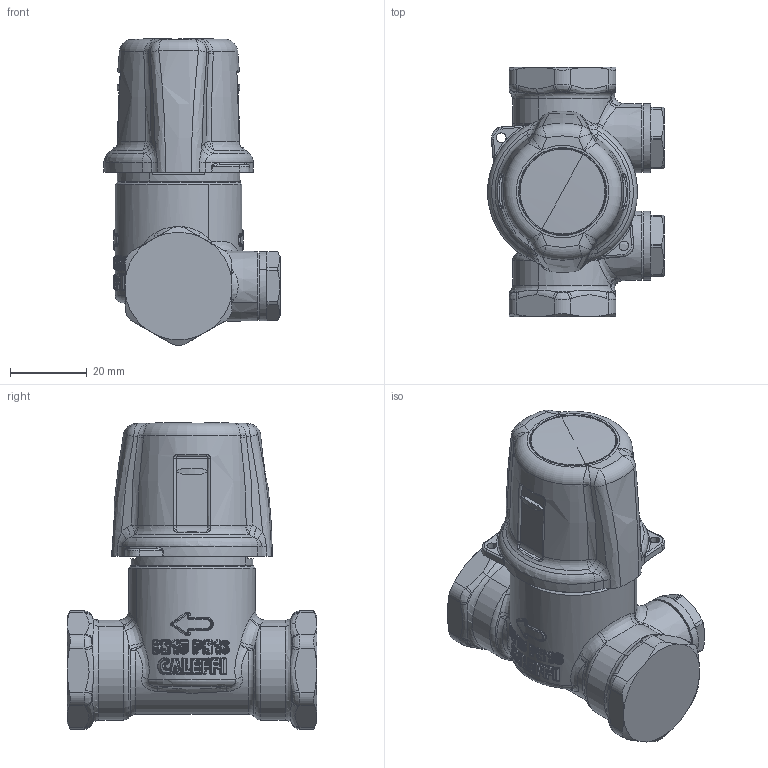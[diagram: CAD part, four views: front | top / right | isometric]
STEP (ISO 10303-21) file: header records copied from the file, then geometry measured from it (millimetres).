
FILE_DESCRIPTION(('CATIA V5 STEP Exchange','CAx-IF Rec.Pracs.--- Model Styling and Organization---1.5--- 2016-08-15','CAx-IF Rec.Pracs.---Supplemental Geometry---1.0---2011-11-01','CAx-IF Rec.Pracs.--- Composite Materials ---3.4---2017-06-13','CAx-IF Rec.Pracs.---Tessellated 3D Geometry---1.0---2015-12-17'),'2;1');
FILE_NAME('STEP_142240_-_TST.stp','2025-05-06T12:19:25+00:00',('none'),('none'),'CATIA Version 5-6 Release 2020 SP5','CATIA V5 STEP AP242 v2','none');
FILE_SCHEMA(('AP242_MANAGED_MODEL_BASED_3D_ENGINEERING_MIM_LF {1 0 10303 442 1 1 4}'));
Products named in the file (1): 142240 WSR - TST
Bounding box: 46 x 65 x 79.83 mm (x, y, z)
Volume: 91913.3 mm3; surface area: 15238.4 mm2
Topology: 1 solids, 1 shells, 1589 faces, 3742 edges, 2012 vertices
Faces by surface type: bspline 1014, cylinder 217, plane 128, sphere 124, cone 54, torus 48, revolution 4
Entity records: 94811 total; most frequent: CARTESIAN_POINT 69118, ORIENTED_EDGE 7158, EDGE_CURVE 3579, B_SPLINE_CURVE_WITH_KNOTS 2705, VERTEX_POINT 2012, DIRECTION 1750, EDGE_LOOP 1613, ADVANCED_FACE 1589
